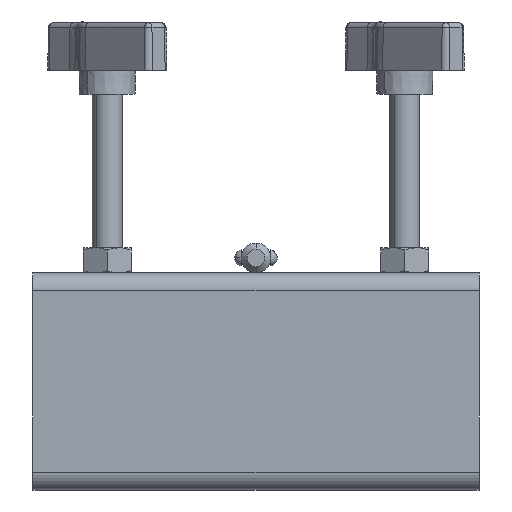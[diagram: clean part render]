
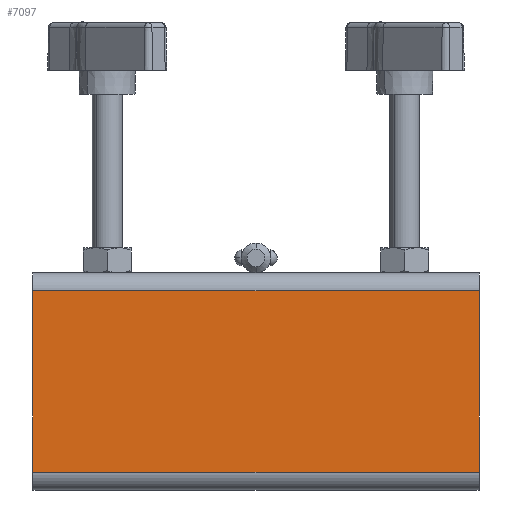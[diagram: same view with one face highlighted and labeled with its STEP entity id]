
A CAD part, front view. The second image highlights one B-rep face of the part: STEP entity #7097.
In plain terms, the highlighted planar face has unit normal (0, -1, 0).
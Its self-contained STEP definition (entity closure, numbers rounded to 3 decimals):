
#72 = ORIENTED_EDGE ( 'NONE', *, *, #3740, .T. ) ;
#112 = CARTESIAN_POINT ( 'NONE',  ( 75., 0., 36.5 ) ) ;
#1742 = CARTESIAN_POINT ( 'NONE',  ( -75., 0., 36.5 ) ) ;
#2007 = CARTESIAN_POINT ( 'NONE',  ( -75., 0., -30.5 ) ) ;
#2284 = DIRECTION ( 'NONE',  ( 0., 0., -1. ) ) ;
#2427 = ORIENTED_EDGE ( 'NONE', *, *, #7258, .F. ) ;
#2763 = CARTESIAN_POINT ( 'NONE',  ( 75., 0., 30.5 ) ) ;
#2995 = ORIENTED_EDGE ( 'NONE', *, *, #10310, .T. ) ;
#3095 = VECTOR ( 'NONE', #8867, 1000. ) ;
#3463 = AXIS2_PLACEMENT_3D ( 'NONE', #112, #4366, #3688 ) ;
#3688 = DIRECTION ( 'NONE',  ( 0., 0., 1. ) ) ;
#3740 = EDGE_CURVE ( 'NONE', #6314, #8183, #9128, .T. ) ;
#4022 = ORIENTED_EDGE ( 'NONE', *, *, #6206, .F. ) ;
#4048 = CARTESIAN_POINT ( 'NONE',  ( 75., 0., 36.5 ) ) ;
#4057 = LINE ( 'NONE', #1742, #10226 ) ;
#4366 = DIRECTION ( 'NONE',  ( 0., 1., 0. ) ) ;
#4656 = CARTESIAN_POINT ( 'NONE',  ( 75., 0., 30.5 ) ) ;
#5529 = PLANE ( 'NONE',  #3463 ) ;
#5933 = VECTOR ( 'NONE', #10309, 1000. ) ;
#6206 = EDGE_CURVE ( 'NONE', #10119, #7741, #10017, .T. ) ;
#6314 = VERTEX_POINT ( 'NONE', #2763 ) ;
#7097 = ADVANCED_FACE ( 'NONE', ( #7539 ), #5529, .F. ) ;
#7251 = CARTESIAN_POINT ( 'NONE',  ( -75., 0., 30.5 ) ) ;
#7258 = EDGE_CURVE ( 'NONE', #6314, #10119, #10825, .T. ) ;
#7539 = FACE_OUTER_BOUND ( 'NONE', #9939, .T. ) ;
#7671 = VECTOR ( 'NONE', #2284, 1000. ) ;
#7741 = VERTEX_POINT ( 'NONE', #2007 ) ;
#8183 = VERTEX_POINT ( 'NONE', #7251 ) ;
#8547 = CARTESIAN_POINT ( 'NONE',  ( 75., 0., -30.5 ) ) ;
#8867 = DIRECTION ( 'NONE',  ( -1., 0., 0. ) ) ;
#9128 = LINE ( 'NONE', #4656, #3095 ) ;
#9939 = EDGE_LOOP ( 'NONE', ( #2995, #4022, #2427, #72 ) ) ;
#10017 = LINE ( 'NONE', #8547, #5933 ) ;
#10088 = CARTESIAN_POINT ( 'NONE',  ( 75., 0., -30.5 ) ) ;
#10119 = VERTEX_POINT ( 'NONE', #10088 ) ;
#10226 = VECTOR ( 'NONE', #10591, 1000. ) ;
#10309 = DIRECTION ( 'NONE',  ( -1., 0., 0. ) ) ;
#10310 = EDGE_CURVE ( 'NONE', #8183, #7741, #4057, .T. ) ;
#10591 = DIRECTION ( 'NONE',  ( 0., 0., -1. ) ) ;
#10825 = LINE ( 'NONE', #4048, #7671 ) ;
